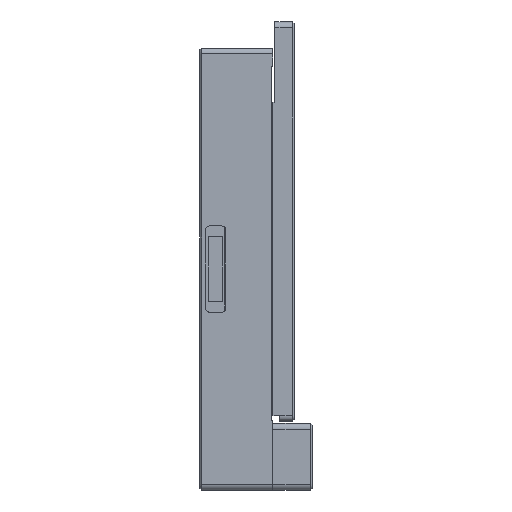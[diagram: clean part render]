
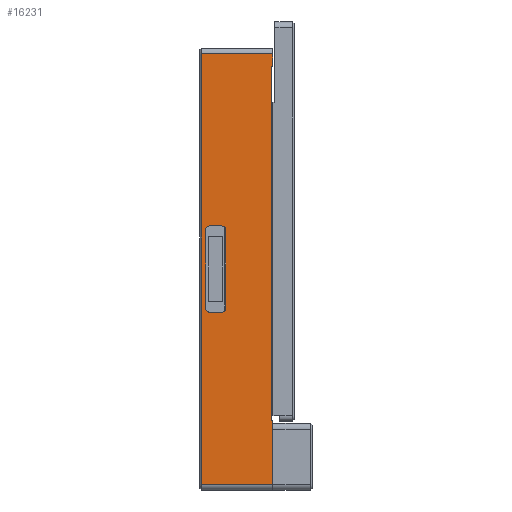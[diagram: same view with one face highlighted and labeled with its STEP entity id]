
A CAD part, left-side view. The second image highlights one B-rep face of the part: STEP entity #16231.
In plain terms, the highlighted planar face has unit normal (-1, 0, 0).
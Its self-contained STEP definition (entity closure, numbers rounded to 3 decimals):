
#756=CIRCLE('',#17768,2.);
#757=CIRCLE('',#17769,2.);
#758=CIRCLE('',#17770,2.);
#759=CIRCLE('',#17771,2.);
#1694=FACE_BOUND('',#3354,.T.);
#2262=FACE_OUTER_BOUND('',#3353,.T.);
#3353=EDGE_LOOP('',(#12616,#12617,#12618,#12619,#12620,#12621,#12622,#12623));
#3354=EDGE_LOOP('',(#12624,#12625,#12626,#12627,#12628,#12629,#12630,#12631));
#4581=LINE('',#26256,#6031);
#4582=LINE('',#26258,#6032);
#4583=LINE('',#26260,#6033);
#4584=LINE('',#26262,#6034);
#4585=LINE('',#26264,#6035);
#4586=LINE('',#26266,#6036);
#4587=LINE('',#26268,#6037);
#4588=LINE('',#26269,#6038);
#4589=LINE('',#26272,#6039);
#4590=LINE('',#26276,#6040);
#4591=LINE('',#26280,#6041);
#4592=LINE('',#26284,#6042);
#6031=VECTOR('',#21194,1000.);
#6032=VECTOR('',#21195,1000.);
#6033=VECTOR('',#21196,1000.);
#6034=VECTOR('',#21197,1000.);
#6035=VECTOR('',#21198,1000.);
#6036=VECTOR('',#21199,1000.);
#6037=VECTOR('',#21200,1000.);
#6038=VECTOR('',#21201,1000.);
#6039=VECTOR('',#21202,1000.);
#6040=VECTOR('',#21205,1000.);
#6041=VECTOR('',#21208,1000.);
#6042=VECTOR('',#21211,1000.);
#7567=VERTEX_POINT('',#26254);
#7568=VERTEX_POINT('',#26255);
#7569=VERTEX_POINT('',#26257);
#7570=VERTEX_POINT('',#26259);
#7571=VERTEX_POINT('',#26261);
#7572=VERTEX_POINT('',#26263);
#7573=VERTEX_POINT('',#26265);
#7574=VERTEX_POINT('',#26267);
#7575=VERTEX_POINT('',#26270);
#7576=VERTEX_POINT('',#26271);
#7577=VERTEX_POINT('',#26273);
#7578=VERTEX_POINT('',#26275);
#7579=VERTEX_POINT('',#26277);
#7580=VERTEX_POINT('',#26279);
#7581=VERTEX_POINT('',#26281);
#7582=VERTEX_POINT('',#26283);
#9398=EDGE_CURVE('',#7567,#7568,#4581,.T.);
#9399=EDGE_CURVE('',#7568,#7569,#4582,.T.);
#9400=EDGE_CURVE('',#7569,#7570,#4583,.T.);
#9401=EDGE_CURVE('',#7570,#7571,#4584,.T.);
#9402=EDGE_CURVE('',#7571,#7572,#4585,.T.);
#9403=EDGE_CURVE('',#7572,#7573,#4586,.T.);
#9404=EDGE_CURVE('',#7573,#7574,#4587,.T.);
#9405=EDGE_CURVE('',#7574,#7567,#4588,.T.);
#9406=EDGE_CURVE('',#7575,#7576,#4589,.T.);
#9407=EDGE_CURVE('',#7575,#7577,#756,.T.);
#9408=EDGE_CURVE('',#7578,#7577,#4590,.T.);
#9409=EDGE_CURVE('',#7578,#7579,#757,.T.);
#9410=EDGE_CURVE('',#7580,#7579,#4591,.T.);
#9411=EDGE_CURVE('',#7580,#7581,#758,.T.);
#9412=EDGE_CURVE('',#7582,#7581,#4592,.T.);
#9413=EDGE_CURVE('',#7582,#7576,#759,.T.);
#12616=ORIENTED_EDGE('',*,*,#9398,.T.);
#12617=ORIENTED_EDGE('',*,*,#9399,.T.);
#12618=ORIENTED_EDGE('',*,*,#9400,.T.);
#12619=ORIENTED_EDGE('',*,*,#9401,.T.);
#12620=ORIENTED_EDGE('',*,*,#9402,.T.);
#12621=ORIENTED_EDGE('',*,*,#9403,.T.);
#12622=ORIENTED_EDGE('',*,*,#9404,.T.);
#12623=ORIENTED_EDGE('',*,*,#9405,.T.);
#12624=ORIENTED_EDGE('',*,*,#9406,.F.);
#12625=ORIENTED_EDGE('',*,*,#9407,.T.);
#12626=ORIENTED_EDGE('',*,*,#9408,.F.);
#12627=ORIENTED_EDGE('',*,*,#9409,.T.);
#12628=ORIENTED_EDGE('',*,*,#9410,.F.);
#12629=ORIENTED_EDGE('',*,*,#9411,.T.);
#12630=ORIENTED_EDGE('',*,*,#9412,.F.);
#12631=ORIENTED_EDGE('',*,*,#9413,.T.);
#15428=PLANE('',#17767);
#16231=ADVANCED_FACE('',(#2262,#1694),#15428,.F.);
#17767=AXIS2_PLACEMENT_3D('',#26253,#21192,#21193);
#17768=AXIS2_PLACEMENT_3D('',#26274,#21203,#21204);
#17769=AXIS2_PLACEMENT_3D('',#26278,#21206,#21207);
#17770=AXIS2_PLACEMENT_3D('',#26282,#21209,#21210);
#17771=AXIS2_PLACEMENT_3D('',#26285,#21212,#21213);
#21192=DIRECTION('center_axis',(1.,0.,0.));
#21193=DIRECTION('ref_axis',(0.,1.,0.));
#21194=DIRECTION('',(0.,1.,0.));
#21195=DIRECTION('',(0.,0.,-1.));
#21196=DIRECTION('',(0.,-1.,0.));
#21197=DIRECTION('',(0.,0.,1.));
#21198=DIRECTION('',(0.,1.,0.));
#21199=DIRECTION('',(0.,0.,1.));
#21200=DIRECTION('',(0.,-1.,0.));
#21201=DIRECTION('',(0.,0.,1.));
#21202=DIRECTION('',(0.,0.,1.));
#21203=DIRECTION('center_axis',(1.,0.,0.));
#21204=DIRECTION('ref_axis',(0.,1.,0.));
#21205=DIRECTION('',(0.,-1.,0.));
#21206=DIRECTION('center_axis',(1.,0.,0.));
#21207=DIRECTION('ref_axis',(0.,1.,0.));
#21208=DIRECTION('',(0.,0.,-1.));
#21209=DIRECTION('center_axis',(1.,0.,0.));
#21210=DIRECTION('ref_axis',(0.,1.,0.));
#21211=DIRECTION('',(0.,1.,0.));
#21212=DIRECTION('center_axis',(1.,0.,0.));
#21213=DIRECTION('ref_axis',(0.,1.,0.));
#26253=CARTESIAN_POINT('Origin',(-117.951,146.419,181.723));
#26254=CARTESIAN_POINT('',(-117.951,129.919,407.723));
#26255=CARTESIAN_POINT('',(-117.951,166.919,407.723));
#26256=CARTESIAN_POINT('',(-117.951,146.419,407.723));
#26257=CARTESIAN_POINT('',(-117.951,166.919,184.723));
#26258=CARTESIAN_POINT('',(-117.951,166.919,181.723));
#26259=CARTESIAN_POINT('',(-117.951,130.019,184.723));
#26260=CARTESIAN_POINT('',(-117.951,146.419,184.723));
#26261=CARTESIAN_POINT('',(-117.951,130.019,217.723));
#26262=CARTESIAN_POINT('',(-117.951,130.019,217.223));
#26263=CARTESIAN_POINT('',(-117.951,130.719,217.723));
#26264=CARTESIAN_POINT('',(-117.951,134.919,217.723));
#26265=CARTESIAN_POINT('',(-117.951,130.719,401.223));
#26266=CARTESIAN_POINT('',(-117.951,130.719,381.723));
#26267=CARTESIAN_POINT('',(-117.951,129.919,401.223));
#26268=CARTESIAN_POINT('',(-117.951,129.919,401.223));
#26269=CARTESIAN_POINT('',(-117.951,129.919,410.723));
#26270=CARTESIAN_POINT('',(-117.951,154.469,275.923));
#26271=CARTESIAN_POINT('',(-117.951,154.469,316.523));
#26272=CARTESIAN_POINT('',(-117.951,154.469,273.923));
#26273=CARTESIAN_POINT('',(-117.951,156.469,273.923));
#26274=CARTESIAN_POINT('Origin',(-117.951,156.469,275.923));
#26275=CARTESIAN_POINT('',(-117.951,162.769,273.923));
#26276=CARTESIAN_POINT('',(-117.951,164.769,273.923));
#26277=CARTESIAN_POINT('',(-117.951,164.769,275.923));
#26278=CARTESIAN_POINT('Origin',(-117.951,162.769,275.923));
#26279=CARTESIAN_POINT('',(-117.951,164.769,316.523));
#26280=CARTESIAN_POINT('',(-117.951,164.769,273.923));
#26281=CARTESIAN_POINT('',(-117.951,162.769,318.523));
#26282=CARTESIAN_POINT('Origin',(-117.951,162.769,316.523));
#26283=CARTESIAN_POINT('',(-117.951,156.469,318.523));
#26284=CARTESIAN_POINT('',(-117.951,164.769,318.523));
#26285=CARTESIAN_POINT('Origin',(-117.951,156.469,316.523));
